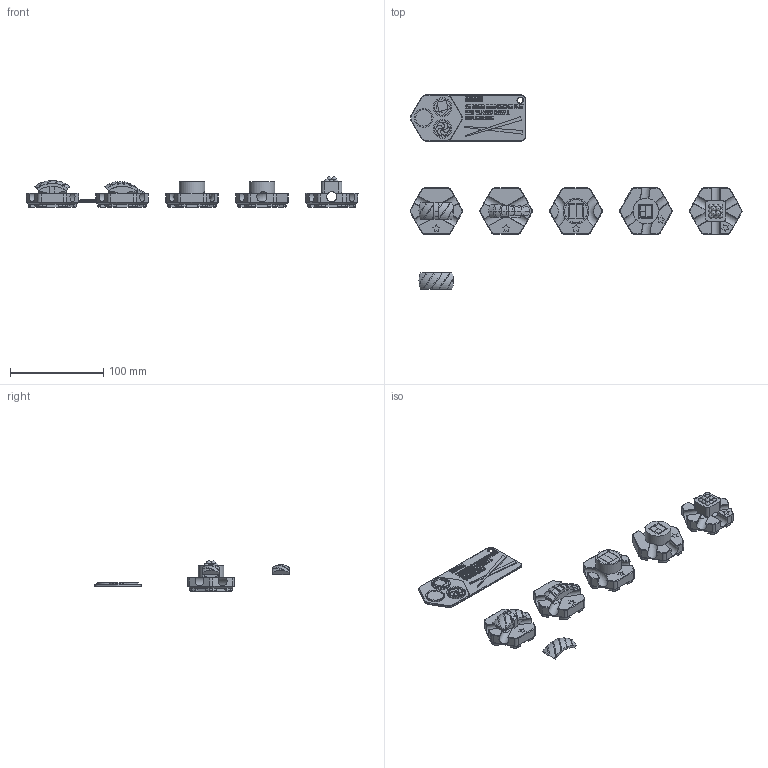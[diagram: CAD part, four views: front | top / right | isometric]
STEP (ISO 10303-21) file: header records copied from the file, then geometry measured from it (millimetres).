
FILE_DESCRIPTION(/* description */ (''),/* implementation_level */ '2;1');
FILE_NAME(/* name */ 'Sushi v17.step',/* time_stamp */ '2025-05-08T16:48:28-07:00',/* author */ (''),/* organization */ (''),/* preprocessor_version */ 'ST-DEVELOPER v20.1',/* originating_system */ 'Autodesk Translation Framework v14.4.0.0',/* authorisation */ '');
FILE_SCHEMA (('AUTOMOTIVE_DESIGN { 1 0 10303 214 3 1 1 }'));
Products named in the file (26): Sushi; Nigiri; Component5; Component6; Component24; Ebi; Component7; Component8; Maki; Component9; Component10; Component11; Uramaki; Component13; Component14; Component15; Component16; Component17; Ikura; Component19; Component20; Card; Dishes; Ginge1r; Wasabi; Soy Sauce
Assembly tree (25 placements, depth 3):
  Sushi
    Nigiri
      Component5
      Component6
      Component24
    Ebi
      Component7
      Component8
    Maki
      Component9
      Component10
      Component11
    Uramaki
      Component13
      Component14
      Component15
      Component16
      Component17
    Ikura
      Component19
      Component20
    Card
      Dishes
      Ginge1r
      Wasabi
      Soy Sauce
Bounding box: 356.5 x 209 x 32.5 mm (x, y, z)
Volume: 156771.7 mm3; surface area: 77423.9 mm2
Topology: 29 solids, 29 shells, 1744 faces, 4584 edges, 2960 vertices
Faces by surface type: plane 1271, cylinder 173, bspline 169, cone 83, torus 35, sphere 13
Full cylindrical faces by diameter (mm): 6 x1, 17.5 x4, 20 x6, 24.75 x1, 25 x1, 27.5 x2
Entity records: 57899 total; most frequent: CARTESIAN_POINT 14952, ORIENTED_EDGE 9142, DIRECTION 8075, EDGE_CURVE 4571, LINE 3449, VECTOR 3449, VERTEX_POINT 2960, AXIS2_PLACEMENT_3D 2313
